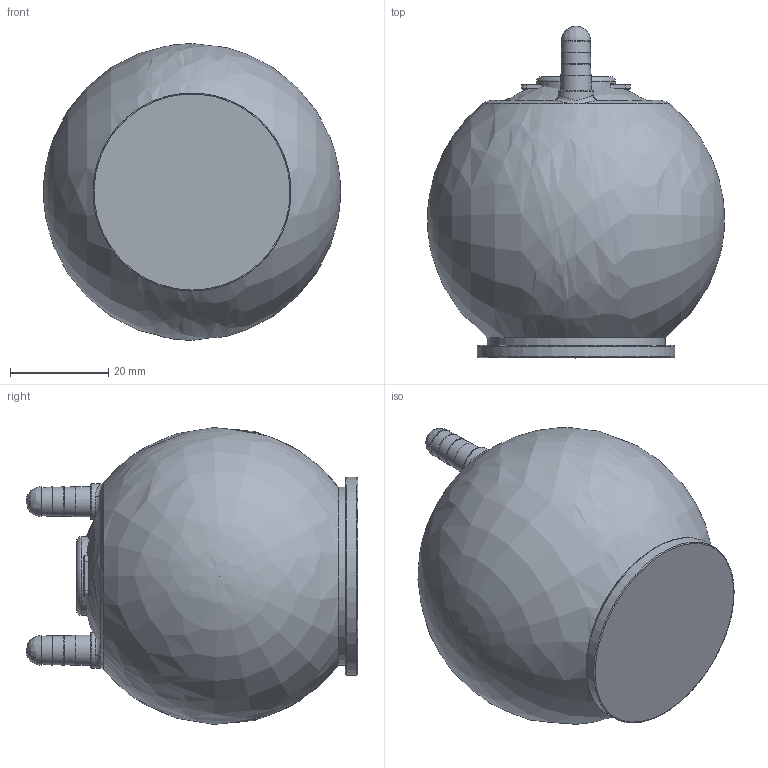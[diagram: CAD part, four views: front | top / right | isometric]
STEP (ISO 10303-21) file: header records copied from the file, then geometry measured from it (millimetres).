
FILE_DESCRIPTION(('FreeCAD Model'),'2;1');
FILE_NAME('Open CASCADE Shape Model','2025-05-03T20:21:19',('FreeCAD'),( 'FreeCAD'),'Open CASCADE STEP processor 7.6','FreeCAD','Unknown');
FILE_SCHEMA(('AUTOMOTIVE_DESIGN { 1 0 10303 214 1 1 1 1 }'));
Length unit declared in the file: millimetre
Products named in the file (1): Open CASCADE STEP translator 7.6 1
Bounding box: 60.45 x 67.5 x 60.4 mm (x, y, z)
Volume: 18849.7 mm3; surface area: 28311.9 mm2
Topology: 8 solids, 8 shells, 161 faces, 373 edges, 225 vertices
Faces by surface type: bspline 161
Entity records: 7243 total; most frequent: CARTESIAN_POINT 5118, ORIENTED_EDGE 726, EDGE_CURVE 363, VERTEX_POINT 225, FACE_BOUND 210, EDGE_LOOP 210, ADVANCED_FACE 161, B_SPLINE_CURVE_WITH_KNOTS 147
